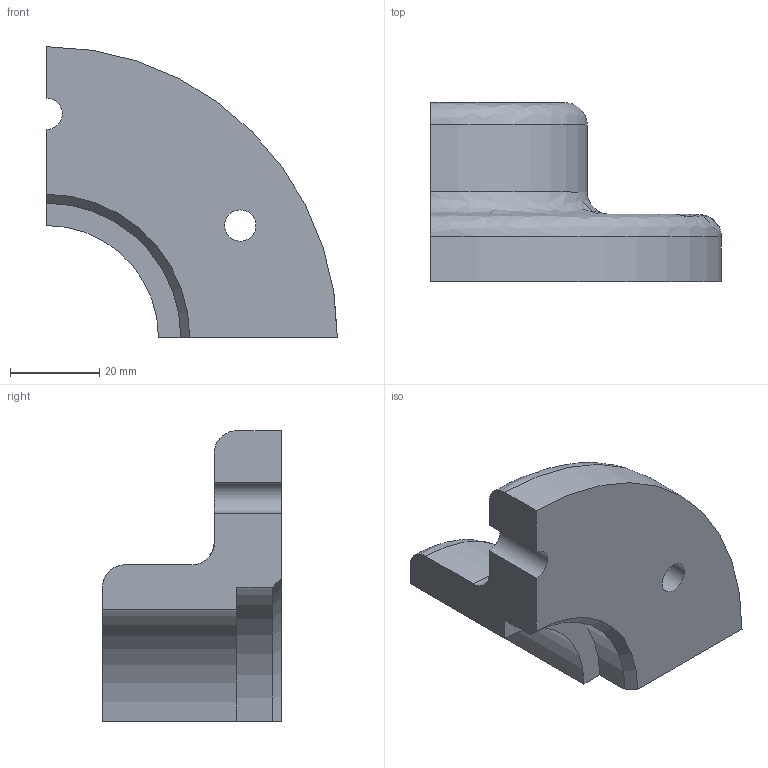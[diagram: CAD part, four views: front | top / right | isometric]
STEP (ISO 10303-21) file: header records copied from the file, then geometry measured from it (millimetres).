
FILE_DESCRIPTION (( 'STEP AP214' ), '1' );
FILE_NAME ('Flangia.STEP', '2017-09-21T09:35:34', ( '' ), ( '' ), 'SwSTEP 2.0', 'SolidWorks 2016', '' );
FILE_SCHEMA (( 'AUTOMOTIVE_DESIGN' ));
Length unit declared in the file: millimetre
Products named in the file (1): Flangia
Bounding box: 65 x 40 x 65 mm (x, y, z)
Volume: 50551.3 mm3; surface area: 11558.1 mm2
Topology: 1 solids, 1 shells, 17 faces, 45 edges, 30 vertices
Faces by surface type: plane 7, cylinder 6, bspline 3, cone 1
Full cylindrical faces by diameter (mm): 7 x1
Entity records: 827 total; most frequent: CARTESIAN_POINT 385, ORIENTED_EDGE 88, DIRECTION 78, EDGE_CURVE 44, VERTEX_POINT 30, AXIS2_PLACEMENT_3D 28, VECTOR 22, LINE 22
